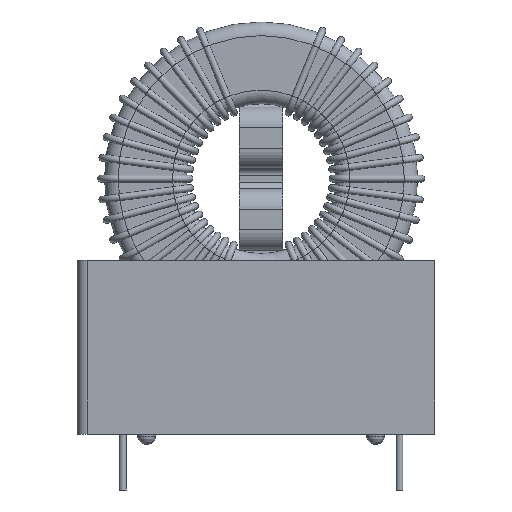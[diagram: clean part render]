
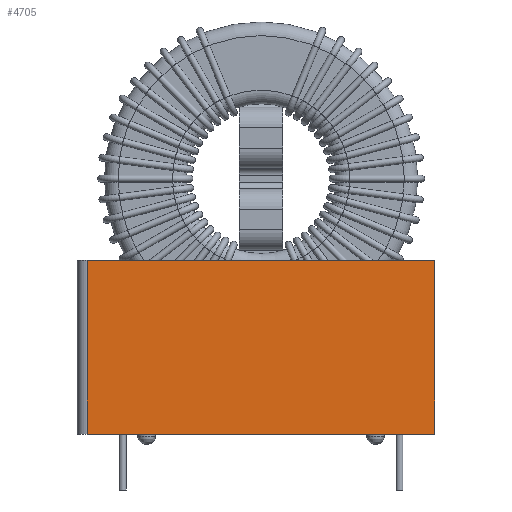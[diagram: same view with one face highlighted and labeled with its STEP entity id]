
A CAD part, front view. The second image highlights one B-rep face of the part: STEP entity #4705.
In plain terms, the highlighted planar face has unit normal (0, -1, 0).
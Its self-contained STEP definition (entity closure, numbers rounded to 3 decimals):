
#108=LINE($,#8567,#211);
#109=LINE($,#8570,#212);
#110=LINE($,#8572,#213);
#111=LINE($,#8573,#214);
#211=VECTOR($,#7140,12.75);
#212=VECTOR($,#7143,25.5);
#213=VECTOR($,#7144,25.5);
#214=VECTOR($,#7145,12.75);
#506=PLANE($,#5560);
#1215=FACE_OUTER_BOUND($,#1925,.T.);
#1925=EDGE_LOOP($,(#4128,#4129,#4130,#4131));
#2729=VERTEX_POINT($,#8561);
#2731=VERTEX_POINT($,#8565);
#2732=VERTEX_POINT($,#8569);
#2733=VERTEX_POINT($,#8571);
#3201=EDGE_CURVE($,#2729,#2731,#108,.T.);
#3202=EDGE_CURVE($,#2729,#2732,#109,.T.);
#3203=EDGE_CURVE($,#2733,#2731,#110,.T.);
#3204=EDGE_CURVE($,#2732,#2733,#111,.T.);
#4128=ORIENTED_EDGE($,*,*,#3202,.F.);
#4129=ORIENTED_EDGE($,*,*,#3201,.T.);
#4130=ORIENTED_EDGE($,*,*,#3203,.F.);
#4131=ORIENTED_EDGE($,*,*,#3204,.F.);
#4705=ADVANCED_FACE($,(#1215),#506,.T.);
#5560=AXIS2_PLACEMENT_3D($,#8568,#7141,#7142);
#7140=DIRECTION($,(0.,0.,1.));
#7141=DIRECTION('center_axis',(0.,-1.,0.));
#7142=DIRECTION('ref_axis',(1.,0.,0.));
#7143=DIRECTION($,(-1.,0.,0.));
#7144=DIRECTION($,(1.,0.,0.));
#7145=DIRECTION($,(0.,0.,1.));
#8561=CARTESIAN_POINT('',(12.75,-8.15,0.75));
#8565=CARTESIAN_POINT('',(12.75,-8.15,13.5));
#8567=CARTESIAN_POINT($,(12.75,-8.15,0.75));
#8568=CARTESIAN_POINT('Origin',(-12.75,-8.15,0.75));
#8569=CARTESIAN_POINT('',(-12.75,-8.15,0.75));
#8570=CARTESIAN_POINT($,(12.75,-8.15,0.75));
#8571=CARTESIAN_POINT('',(-12.75,-8.15,13.5));
#8572=CARTESIAN_POINT($,(12.75,-8.15,13.5));
#8573=CARTESIAN_POINT($,(-12.75,-8.15,0.75));
